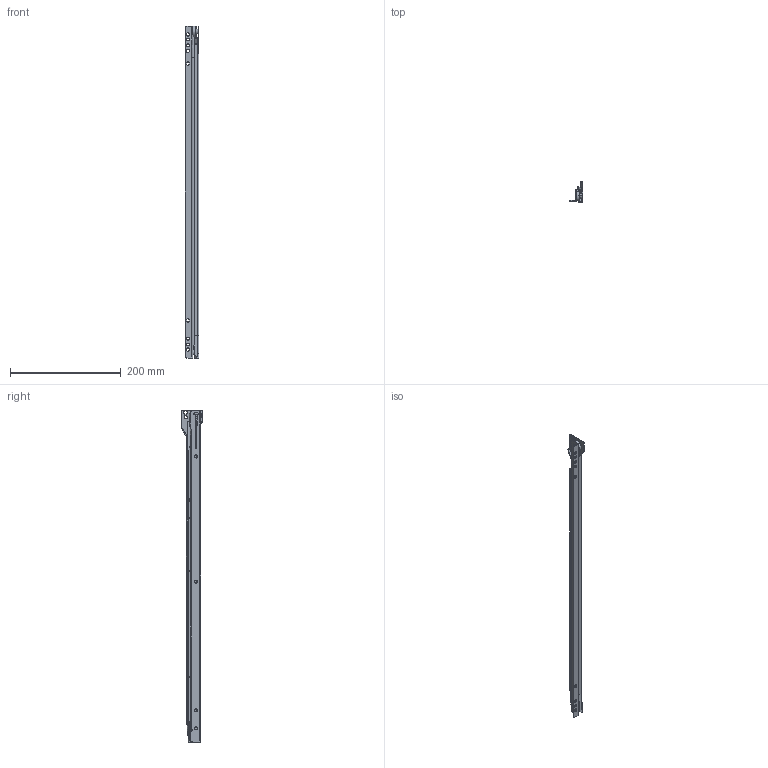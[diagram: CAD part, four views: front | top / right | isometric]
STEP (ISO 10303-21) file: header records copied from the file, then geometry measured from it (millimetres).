
FILE_DESCRIPTION (( 'STEP AP214' ), '1' );
FILE_NAME ('F000552_CLOSED_RIGHT_3D.step', '2022-08-15T13:38:29', ( '' ), ( '' ), 'SwSTEP 2.0', 'SolidWorks 2020', '' );
FILE_SCHEMA (( 'AUTOMOTIVE_DESIGN' ));
Length unit declared in the file: millimetre
Products named in the file (3): F000552_CLOSED_RIGHT_3D; Koleèkový výsuv-pravý-vnitøní èást-600mm; Koleèkový výsuv-pravý-venkovní èást-600mm
Assembly tree (2 placements, depth 2):
  F000552_CLOSED_RIGHT_3D
    Koleèkový výsuv-pravý-venkovní èást-600mm
    Koleèkový výsuv-pravý-vnitøní èást-600mm
Bounding box: 24.75 x 37.89 x 600 mm (x, y, z)
Volume: 53325 mm3; surface area: 94761.9 mm2
Topology: 2 solids, 2 shells, 367 faces, 963 edges, 599 vertices
Faces by surface type: cylinder 153, plane 98, bspline 60, cone 34, torus 22
Entity records: 13162 total; most frequent: CARTESIAN_POINT 3933, DIRECTION 1926, ORIENTED_EDGE 1906, EDGE_CURVE 953, AXIS2_PLACEMENT_3D 721, VERTEX_POINT 599, VECTOR 484, LINE 484
